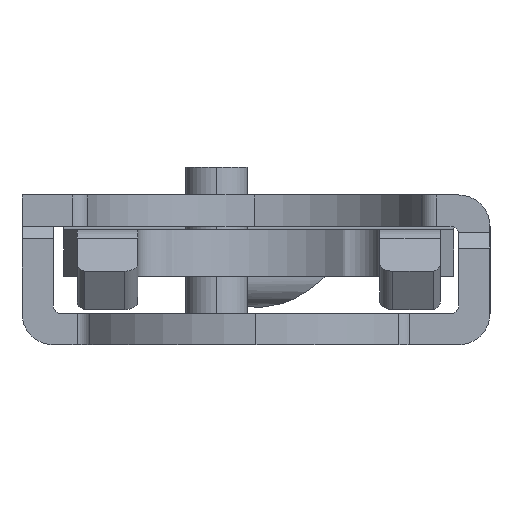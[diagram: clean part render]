
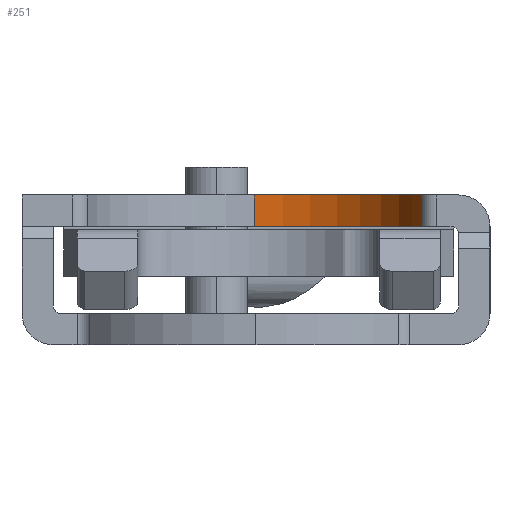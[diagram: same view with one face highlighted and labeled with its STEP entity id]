
A CAD part, left-side view. The second image highlights one B-rep face of the part: STEP entity #251.
In plain terms, the highlighted cylindrical face has radius 11 mm (diameter 22 mm), a partial arc.
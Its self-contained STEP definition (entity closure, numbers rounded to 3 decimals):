
#97 = CARTESIAN_POINT ( 'NONE',  ( 1478.771, 1294.168, 7.3 ) ) ;
#173 = CIRCLE ( 'NONE', #8473, 11. ) ;
#226 = DIRECTION ( 'NONE',  ( 0., 0., -1. ) ) ;
#251 = ADVANCED_FACE ( 'NONE', ( #9295 ), #9252, .F. ) ;
#1284 = CARTESIAN_POINT ( 'NONE',  ( 1476.158, 1304.854, 7.3 ) ) ;
#1342 = DIRECTION ( 'NONE',  ( 1., 0., 0. ) ) ;
#1631 = DIRECTION ( 'NONE',  ( 0., 0., 1. ) ) ;
#1783 = EDGE_CURVE ( 'NONE', #3366, #3584, #4609, .T. ) ;
#2243 = ORIENTED_EDGE ( 'NONE', *, *, #3715, .T. ) ;
#2556 = ORIENTED_EDGE ( 'NONE', *, *, #1783, .F. ) ;
#2800 = AXIS2_PLACEMENT_3D ( 'NONE', #1284, #1631, #1342 ) ;
#2882 = ORIENTED_EDGE ( 'NONE', *, *, #3312, .F. ) ;
#3193 = ORIENTED_EDGE ( 'NONE', *, *, #9550, .F. ) ;
#3312 = EDGE_CURVE ( 'NONE', #3584, #9000, #173, .T. ) ;
#3366 = VERTEX_POINT ( 'NONE', #8227 ) ;
#3584 = VERTEX_POINT ( 'NONE', #6616 ) ;
#3715 = EDGE_CURVE ( 'NONE', #3366, #10364, #10718, .T. ) ;
#3885 = CARTESIAN_POINT ( 'NONE',  ( 1487.158, 1304.854, 7.3 ) ) ;
#4609 = LINE ( 'NONE', #97, #4658 ) ;
#4658 = VECTOR ( 'NONE', #226, 1000. ) ;
#5080 = DIRECTION ( 'NONE',  ( 1., 0., 0. ) ) ;
#5082 = DIRECTION ( 'NONE',  ( 0., 0., 1. ) ) ;
#5108 = CARTESIAN_POINT ( 'NONE',  ( 1476.158, 1304.854, 9.3 ) ) ;
#6264 = EDGE_LOOP ( 'NONE', ( #3193, #2882, #2556, #2243 ) ) ;
#6616 = CARTESIAN_POINT ( 'NONE',  ( 1478.771, 1294.168, 7.3 ) ) ;
#6827 = CARTESIAN_POINT ( 'NONE',  ( 1487.158, 1304.854, 9.3 ) ) ;
#7401 = VECTOR ( 'NONE', #11325, 1000. ) ;
#7411 = LINE ( 'NONE', #11228, #7401 ) ;
#8227 = CARTESIAN_POINT ( 'NONE',  ( 1478.771, 1294.168, 9.3 ) ) ;
#8319 = DIRECTION ( 'NONE',  ( 1., 0., 0. ) ) ;
#8336 = DIRECTION ( 'NONE',  ( 0., 0., 1. ) ) ;
#8363 = CARTESIAN_POINT ( 'NONE',  ( 1476.158, 1304.854, 7.3 ) ) ;
#8473 = AXIS2_PLACEMENT_3D ( 'NONE', #8363, #8336, #8319 ) ;
#9000 = VERTEX_POINT ( 'NONE', #3885 ) ;
#9252 = CYLINDRICAL_SURFACE ( 'NONE', #2800, 11. ) ;
#9295 = FACE_OUTER_BOUND ( 'NONE', #6264, .T. ) ;
#9550 = EDGE_CURVE ( 'NONE', #9000, #10364, #7411, .T. ) ;
#9725 = AXIS2_PLACEMENT_3D ( 'NONE', #5108, #5082, #5080 ) ;
#10364 = VERTEX_POINT ( 'NONE', #6827 ) ;
#10718 = CIRCLE ( 'NONE', #9725, 11. ) ;
#11228 = CARTESIAN_POINT ( 'NONE',  ( 1487.158, 1304.854, 7.3 ) ) ;
#11325 = DIRECTION ( 'NONE',  ( 0., 0., 1. ) ) ;
